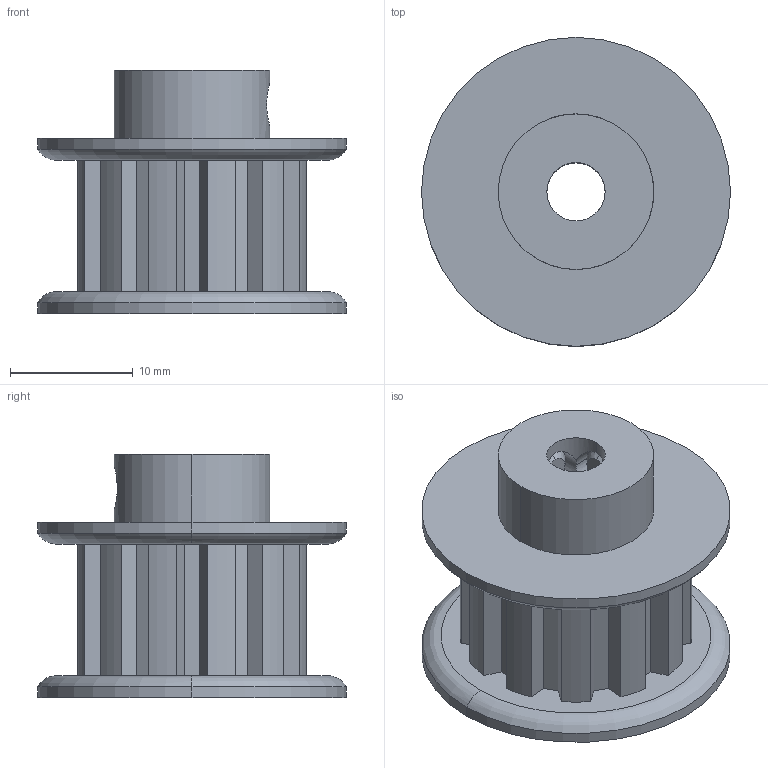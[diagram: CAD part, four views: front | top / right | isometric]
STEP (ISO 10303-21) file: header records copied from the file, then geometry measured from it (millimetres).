
FILE_DESCRIPTION (( 'STEP AP203' ), '1' );
FILE_NAME ('6495K713_TIMING BELT PULLEY.STEP', '2020-10-19T17:02:15', ( 'Administrator' ), ( 'Managed by Terraform' ), 'SwSTEP 2.0', 'SolidWorks 2017', '' );
FILE_SCHEMA (( 'CONFIG_CONTROL_DESIGN' ));
Length unit declared in the file: inch
Products named in the file (1): 6495K713_TIMING BELT PULLEY
Bounding box: 25.22 x 25.22 x 19.84 mm (x, y, z)
Volume: 4694.1 mm3; surface area: 3102.5 mm2
Topology: 1 solids, 1 shells, 99 faces, 265 edges, 174 vertices
Faces by surface type: plane 59, cylinder 28, cone 8, torus 4
Entity records: 3349 total; most frequent: CARTESIAN_POINT 754, ORIENTED_EDGE 530, DIRECTION 518, EDGE_CURVE 265, LINE 182, VECTOR 182, VERTEX_POINT 174, AXIS2_PLACEMENT_3D 168
